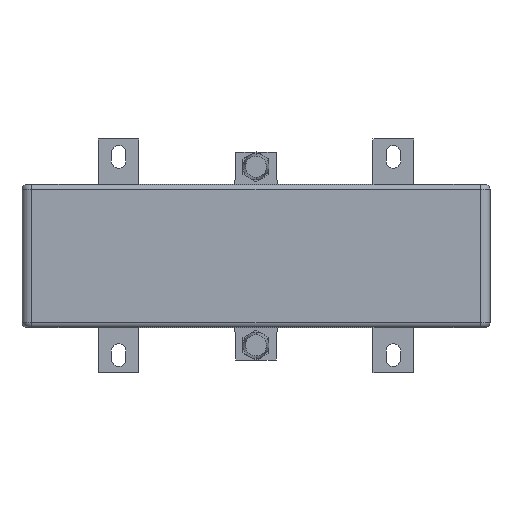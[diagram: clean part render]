
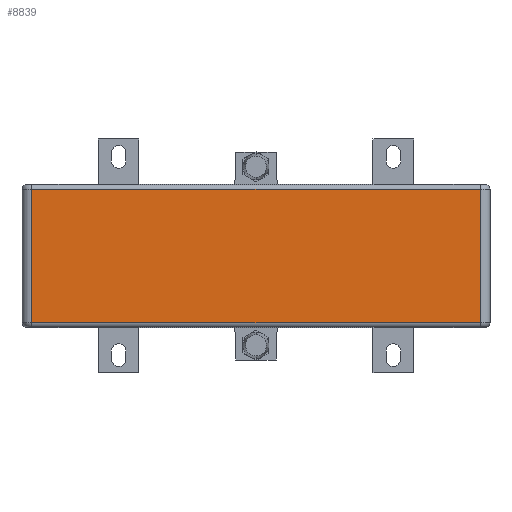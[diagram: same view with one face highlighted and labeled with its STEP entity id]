
A CAD part, front view. The second image highlights one B-rep face of the part: STEP entity #8839.
In plain terms, the highlighted planar face has unit normal (0, -1, 0).
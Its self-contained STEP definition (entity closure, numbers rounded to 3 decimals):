
#700 = EDGE_LOOP ( 'NONE', ( #6105, #16689, #13388, #6022 ) ) ;
#1391 = DIRECTION ( 'NONE',  ( 0., 1., 0. ) ) ;
#1595 = FACE_OUTER_BOUND ( 'NONE', #700, .T. ) ;
#2760 = VECTOR ( 'NONE', #9368, 1000. ) ;
#5150 = VECTOR ( 'NONE', #28071, 1000. ) ;
#6022 = ORIENTED_EDGE ( 'NONE', *, *, #27920, .T. ) ;
#6105 = ORIENTED_EDGE ( 'NONE', *, *, #29283, .T. ) ;
#6964 = VECTOR ( 'NONE', #7169, 1000. ) ;
#7169 = DIRECTION ( 'NONE',  ( 1., 0., 0. ) ) ;
#7735 = LINE ( 'NONE', #9562, #6964 ) ;
#8839 = ADVANCED_FACE ( 'NONE', ( #1595 ), #27235, .F. ) ;
#8914 = CARTESIAN_POINT ( 'NONE',  ( 69., -69.5, 20.5 ) ) ;
#9177 = LINE ( 'NONE', #28120, #2760 ) ;
#9368 = DIRECTION ( 'NONE',  ( 0., 0., -1. ) ) ;
#9562 = CARTESIAN_POINT ( 'NONE',  ( 0., -69.5, -20.5 ) ) ;
#13388 = ORIENTED_EDGE ( 'NONE', *, *, #29334, .T. ) ;
#13407 = CARTESIAN_POINT ( 'NONE',  ( 0., -69.5, 22. ) ) ;
#14069 = LINE ( 'NONE', #26274, #19520 ) ;
#14605 = DIRECTION ( 'NONE',  ( 0., 0., 1. ) ) ;
#14688 = VERTEX_POINT ( 'NONE', #21893 ) ;
#15186 = AXIS2_PLACEMENT_3D ( 'NONE', #13407, #1391, #18091 ) ;
#16689 = ORIENTED_EDGE ( 'NONE', *, *, #28908, .T. ) ;
#17259 = VERTEX_POINT ( 'NONE', #25682 ) ;
#18091 = DIRECTION ( 'NONE',  ( 0., 0., 1. ) ) ;
#19520 = VECTOR ( 'NONE', #14605, 1000. ) ;
#19820 = VERTEX_POINT ( 'NONE', #8914 ) ;
#20586 = CARTESIAN_POINT ( 'NONE',  ( -69., -69.5, 20.5 ) ) ;
#21893 = CARTESIAN_POINT ( 'NONE',  ( -69., -69.5, -20.5 ) ) ;
#23982 = LINE ( 'NONE', #25726, #5150 ) ;
#25682 = CARTESIAN_POINT ( 'NONE',  ( 69., -69.5, -20.5 ) ) ;
#25726 = CARTESIAN_POINT ( 'NONE',  ( -69., -69.5, 20.5 ) ) ;
#26274 = CARTESIAN_POINT ( 'NONE',  ( 69., -69.5, 22. ) ) ;
#27235 = PLANE ( 'NONE',  #15186 ) ;
#27920 = EDGE_CURVE ( 'NONE', #19820, #29644, #23982, .T. ) ;
#28071 = DIRECTION ( 'NONE',  ( -1., 0., 0. ) ) ;
#28120 = CARTESIAN_POINT ( 'NONE',  ( -69., -69.5, 22. ) ) ;
#28908 = EDGE_CURVE ( 'NONE', #14688, #17259, #7735, .T. ) ;
#29283 = EDGE_CURVE ( 'NONE', #29644, #14688, #9177, .T. ) ;
#29334 = EDGE_CURVE ( 'NONE', #17259, #19820, #14069, .T. ) ;
#29644 = VERTEX_POINT ( 'NONE', #20586 ) ;
